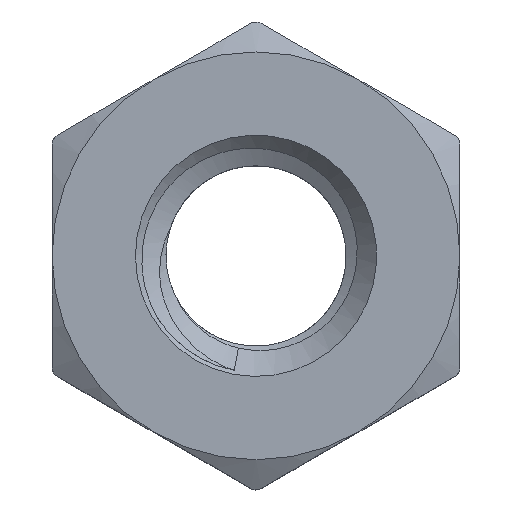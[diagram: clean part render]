
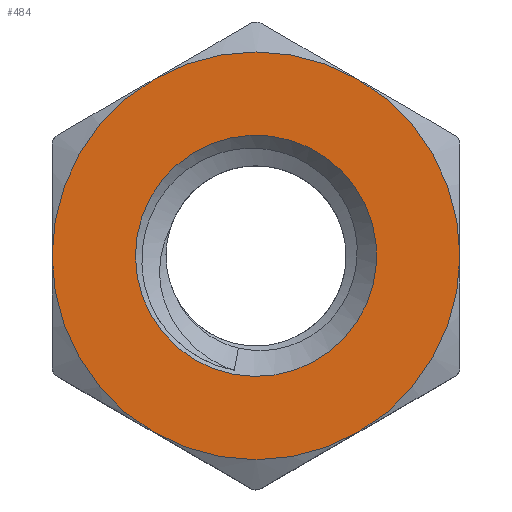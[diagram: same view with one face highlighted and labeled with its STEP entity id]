
A CAD part, top view. The second image highlights one B-rep face of the part: STEP entity #484.
In plain terms, the highlighted planar face has unit normal (0, 0, 1).
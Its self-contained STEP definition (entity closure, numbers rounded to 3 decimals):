
#84=PLANE('',#548);
#88=FACE_BOUND('',#150,.T.);
#114=FACE_OUTER_BOUND('',#149,.T.);
#149=EDGE_LOOP('',(#378,#379,#380,#381,#382,#383));
#150=EDGE_LOOP('',(#384));
#175=CIRCLE('',#532,2.07);
#183=CIRCLE('',#549,3.5);
#184=CIRCLE('',#550,3.5);
#185=CIRCLE('',#551,3.5);
#186=CIRCLE('',#552,3.5);
#187=CIRCLE('',#553,3.5);
#188=CIRCLE('',#554,3.5);
#205=VERTEX_POINT('',#1231);
#214=VERTEX_POINT('',#1359);
#220=VERTEX_POINT('',#1384);
#224=VERTEX_POINT('',#1399);
#229=VERTEX_POINT('',#1419);
#234=VERTEX_POINT('',#1439);
#239=VERTEX_POINT('',#1459);
#251=EDGE_CURVE('',#205,#205,#175,.T.);
#299=EDGE_CURVE('',#234,#239,#183,.T.);
#300=EDGE_CURVE('',#239,#214,#184,.T.);
#301=EDGE_CURVE('',#214,#220,#185,.T.);
#302=EDGE_CURVE('',#220,#224,#186,.T.);
#303=EDGE_CURVE('',#224,#229,#187,.T.);
#304=EDGE_CURVE('',#229,#234,#188,.T.);
#378=ORIENTED_EDGE('',*,*,#299,.T.);
#379=ORIENTED_EDGE('',*,*,#300,.T.);
#380=ORIENTED_EDGE('',*,*,#301,.T.);
#381=ORIENTED_EDGE('',*,*,#302,.T.);
#382=ORIENTED_EDGE('',*,*,#303,.T.);
#383=ORIENTED_EDGE('',*,*,#304,.T.);
#384=ORIENTED_EDGE('',*,*,#251,.F.);
#484=ADVANCED_FACE('',(#114,#88),#84,.T.);
#532=AXIS2_PLACEMENT_3D('',#1232,#601,#602);
#548=AXIS2_PLACEMENT_3D('',#1477,#645,#646);
#549=AXIS2_PLACEMENT_3D('',#1478,#647,#648);
#550=AXIS2_PLACEMENT_3D('',#1479,#649,#650);
#551=AXIS2_PLACEMENT_3D('',#1480,#651,#652);
#552=AXIS2_PLACEMENT_3D('',#1481,#653,#654);
#553=AXIS2_PLACEMENT_3D('',#1482,#655,#656);
#554=AXIS2_PLACEMENT_3D('',#1483,#657,#658);
#601=DIRECTION('center_axis',(0.,0.,1.));
#602=DIRECTION('ref_axis',(1.,0.,0.));
#645=DIRECTION('center_axis',(0.,0.,1.));
#646=DIRECTION('ref_axis',(1.,0.,0.));
#647=DIRECTION('center_axis',(0.,0.,1.));
#648=DIRECTION('ref_axis',(1.,0.,0.));
#649=DIRECTION('center_axis',(0.,0.,1.));
#650=DIRECTION('ref_axis',(1.,0.,0.));
#651=DIRECTION('center_axis',(0.,0.,1.));
#652=DIRECTION('ref_axis',(1.,0.,0.));
#653=DIRECTION('center_axis',(0.,0.,1.));
#654=DIRECTION('ref_axis',(1.,0.,0.));
#655=DIRECTION('center_axis',(0.,0.,1.));
#656=DIRECTION('ref_axis',(1.,0.,0.));
#657=DIRECTION('center_axis',(0.,0.,1.));
#658=DIRECTION('ref_axis',(1.,0.,0.));
#1231=CARTESIAN_POINT('',(-2.07,0.,1.6));
#1232=CARTESIAN_POINT('Origin',(0.,0.,1.6));
#1359=CARTESIAN_POINT('',(1.75,3.031,1.6));
#1384=CARTESIAN_POINT('',(-1.75,3.031,1.6));
#1399=CARTESIAN_POINT('',(-3.5,0.,1.6));
#1419=CARTESIAN_POINT('',(-1.75,-3.031,1.6));
#1439=CARTESIAN_POINT('',(1.75,-3.031,1.6));
#1459=CARTESIAN_POINT('',(3.5,0.,1.6));
#1477=CARTESIAN_POINT('Origin',(0.,0.,1.6));
#1478=CARTESIAN_POINT('Origin',(0.,0.,1.6));
#1479=CARTESIAN_POINT('Origin',(0.,0.,1.6));
#1480=CARTESIAN_POINT('Origin',(0.,0.,1.6));
#1481=CARTESIAN_POINT('Origin',(0.,0.,1.6));
#1482=CARTESIAN_POINT('Origin',(0.,0.,1.6));
#1483=CARTESIAN_POINT('Origin',(0.,0.,1.6));
